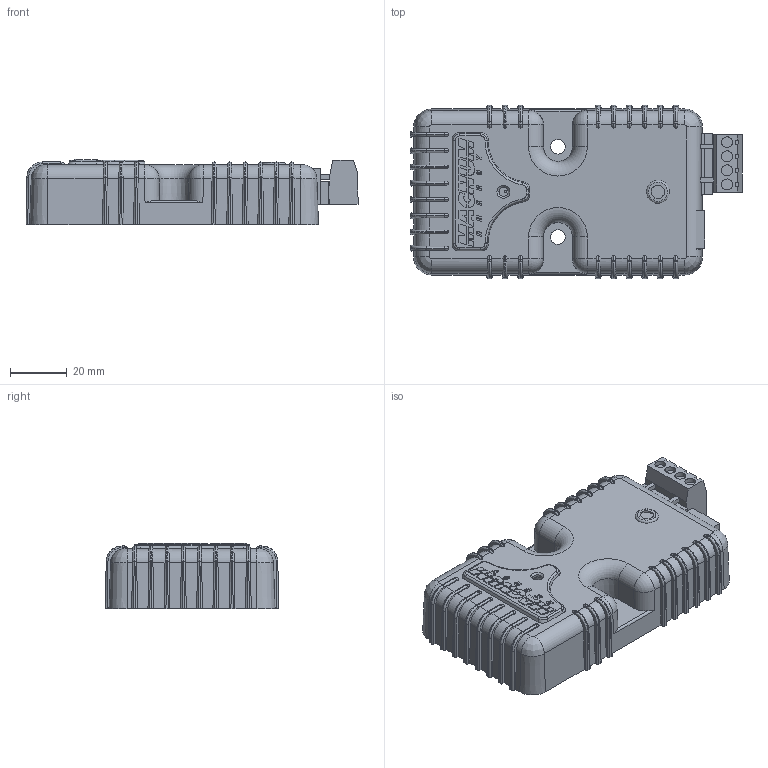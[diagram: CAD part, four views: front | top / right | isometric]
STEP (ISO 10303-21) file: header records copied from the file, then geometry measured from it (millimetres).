
FILE_DESCRIPTION((''),'2;1');
FILE_NAME('ME-BMK.stp','2012-02-28T09:30:34',('wcummings'),(''),'Autodesk Inventor 2012','Autodesk Inventor 2012','');
FILE_SCHEMA(('AUTOMOTIVE_DESIGN { 1 0 10303 214 1 1 1 1 }'));
Length unit declared in the file: inch
Products named in the file (7): ME-BMK; shuntboard; shunt housing; conn4pinunplug; pj64rtangle; magnashuntbottom; connector for BMK
Assembly tree (6 placements, depth 2):
  ME-BMK
    shuntboard
    shunt housing
    conn4pinunplug
    pj64rtangle
    magnashuntbottom
    connector for BMK
Bounding box: 116.77 x 60.96 x 23.09 mm (x, y, z)
Volume: 41393.6 mm3; surface area: 54015.3 mm2
Topology: 6 solids, 6 shells, 1050 faces, 2688 edges, 1712 vertices
Faces by surface type: plane 559, cylinder 300, bspline 128, cone 44, torus 11, sphere 8
Full cylindrical faces by diameter (mm): 0.762 x12, 1.016 x8, 3.302 x3, 3.861 x4, 3.962 x2, 9.881 x2, 9.938 x1, 10.074 x1
Entity records: 35441 total; most frequent: CARTESIAN_POINT 9574, ORIENTED_EDGE 5262, DIRECTION 5234, EDGE_CURVE 2631, AXIS2_PLACEMENT_3D 1769, VERTEX_POINT 1707, VECTOR 1696, LINE 1696
